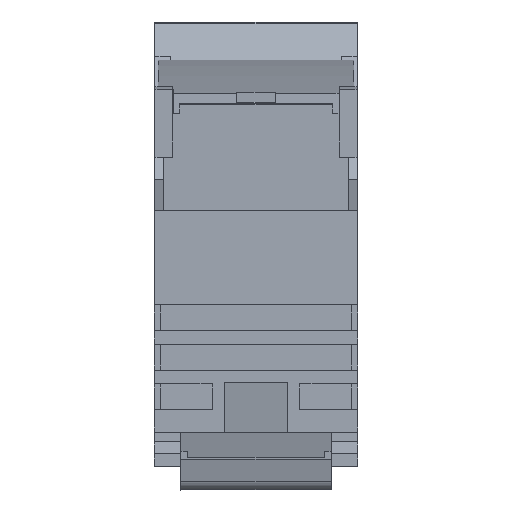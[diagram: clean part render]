
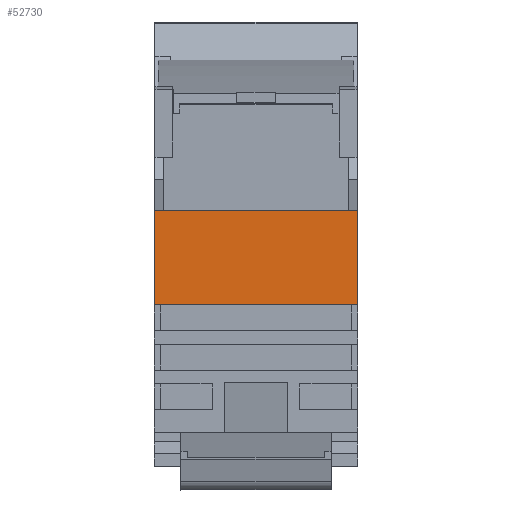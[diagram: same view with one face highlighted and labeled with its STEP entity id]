
A CAD part, front view. The second image highlights one B-rep face of the part: STEP entity #52730.
In plain terms, the highlighted planar face has unit normal (0, -1, 0).
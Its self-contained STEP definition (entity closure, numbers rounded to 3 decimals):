
#21300=CARTESIAN_POINT('',(0.,-33.1,
25.73));
#21310=VERTEX_POINT('',#21300);
#21340=CARTESIAN_POINT('',(0.,-33.1,
-11.532));
#21350=DIRECTION('',(0.,0.,1.));
#21360=VECTOR('',#21350,1.);
#21370=LINE('',#21340,#21360);
#21380=CARTESIAN_POINT('',(0.,-33.1,
14.8));
#21390=VERTEX_POINT('',#21380);
#21400=EDGE_CURVE('',#21390,#21310,#21370,.T.);
#24330=CARTESIAN_POINT('',(23.6,-33.1,
13.776));
#24340=DIRECTION('',(0.,0.,-1.));
#24350=VECTOR('',#24340,1.);
#24360=LINE('',#24330,#24350);
#25170=CARTESIAN_POINT('',(23.6,-33.1,
14.8));
#25180=VERTEX_POINT('',#25170);
#25210=CARTESIAN_POINT('',(23.6,-33.1,
25.73));
#25220=VERTEX_POINT('',#25210);
#25230=EDGE_CURVE('',#25220,#25180,#24360,.T.);
#28660=CARTESIAN_POINT('',(0.,-33.1,
25.73));
#28670=DIRECTION('',(0.,1.,0.));
#28680=DIRECTION('',(0.,0.,1.));
#28690=AXIS2_PLACEMENT_3D('',#28660,#28670,#28680);
#28700=PLANE('',#28690);
#30040=CARTESIAN_POINT('',(0.,-33.1,
25.73));
#30050=DIRECTION('',(1.,0.,0.));
#30060=VECTOR('',#30050,1.);
#30070=LINE('',#30040,#30060);
#30080=EDGE_CURVE('',#21310,#25220,#30070,.T.);
#43840=CARTESIAN_POINT('',(0.,-33.1,
14.8));
#43850=DIRECTION('',(-1.,0.,0.));
#43860=VECTOR('',#43850,1.);
#43870=LINE('',#43840,#43860);
#43880=EDGE_CURVE('',#25180,#21390,#43870,.T.);
#52670=ORIENTED_EDGE('',*,*,#21400,.F.);
#52680=ORIENTED_EDGE('',*,*,#30080,.F.);
#52690=ORIENTED_EDGE('',*,*,#25230,.F.);
#52700=ORIENTED_EDGE('',*,*,#43880,.F.);
#52710=EDGE_LOOP('',(#52700,#52690,#52680,#52670));
#52720=FACE_OUTER_BOUND('',#52710,.T.);
#52730=ADVANCED_FACE('',(#52720),#28700,.F.);
